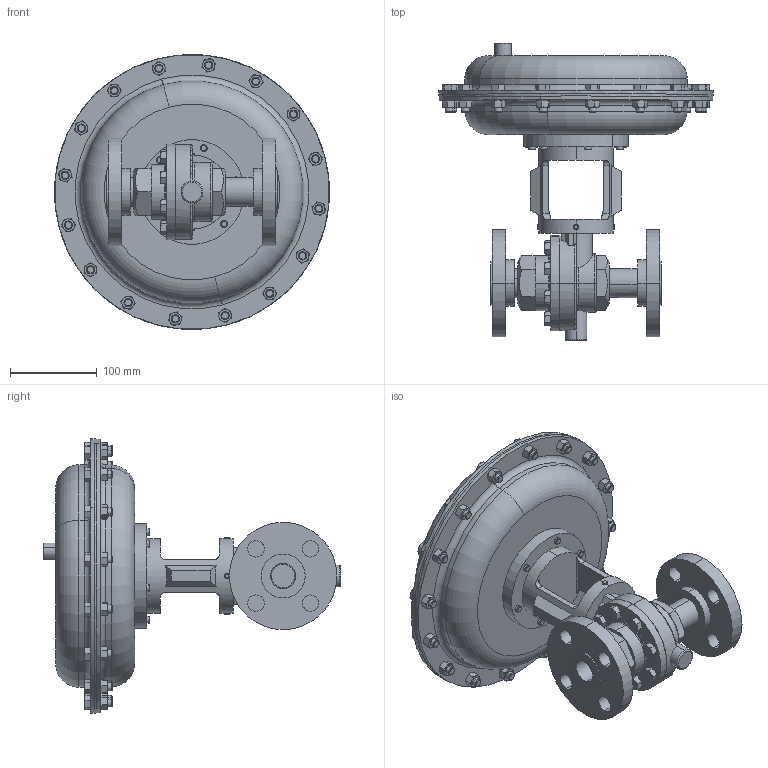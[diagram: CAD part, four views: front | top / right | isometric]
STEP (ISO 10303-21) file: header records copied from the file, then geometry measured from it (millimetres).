
FILE_DESCRIPTION (( 'STEP AP203' ), '1' );
FILE_NAME ('70-100-DI+BR-F3-55M.STEP', '2017-08-24T12:36:24', ( '' ), ( '' ), 'SwSTEP 2.0', 'SolidWorks 2014', '' );
FILE_SCHEMA (( 'CONFIG_CONTROL_DESIGN' ));
Length unit declared in the file: inch
Products named in the file (1): 70-100-DI+BR-F3-55M
Bounding box: 317.5 x 343.54 x 317.5 mm (x, y, z)
Volume: 6213216.5 mm3; surface area: 384213.2 mm2
Topology: 1 solids, 1 shells, 1011 faces, 2324 edges, 1408 vertices
Faces by surface type: plane 408, cone 402, cylinder 140, bspline 36, torus 25
Entity records: 38573 total; most frequent: CARTESIAN_POINT 16842, ORIENTED_EDGE 4648, DIRECTION 4205, EDGE_CURVE 2324, AXIS2_PLACEMENT_3D 1719, VERTEX_POINT 1408, EDGE_LOOP 1122, ADVANCED_FACE 1011
